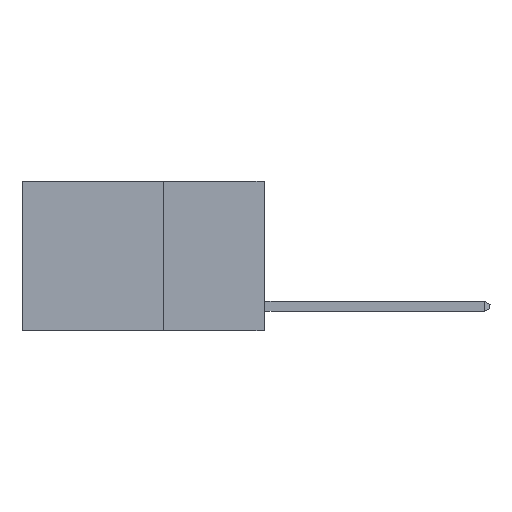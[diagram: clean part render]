
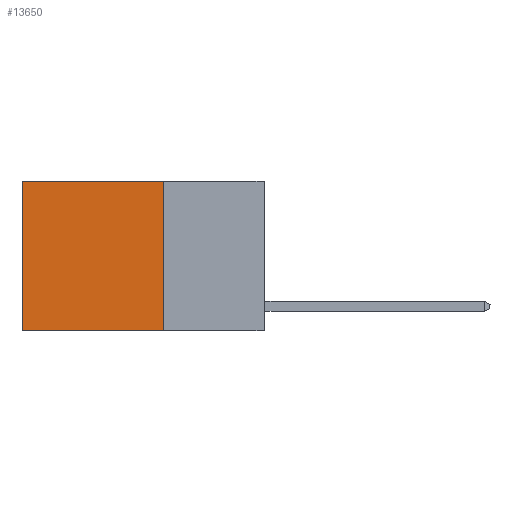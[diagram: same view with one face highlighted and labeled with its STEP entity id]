
A CAD part, left-side view. The second image highlights one B-rep face of the part: STEP entity #13650.
In plain terms, the highlighted planar face has unit normal (-1, 0, 0).
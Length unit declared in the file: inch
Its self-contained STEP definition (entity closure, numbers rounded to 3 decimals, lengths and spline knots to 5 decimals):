
#4 = CARTESIAN_POINT ( 'NONE',  ( 0.2625, 0.6, 0. ) ) ;
#174 = LINE ( 'NONE', #16012, #8216 ) ;
#246 = CARTESIAN_POINT ( 'NONE',  ( 0.2625, 0.25, -0.37 ) ) ;
#476 = VECTOR ( 'NONE', #11659, 39.37008 ) ;
#730 = EDGE_CURVE ( 'NONE', #11681, #6205, #15141, .T. ) ;
#2536 = DIRECTION ( 'NONE',  ( 0., 0., -1. ) ) ;
#3374 = ORIENTED_EDGE ( 'NONE', *, *, #730, .T. ) ;
#3426 = VECTOR ( 'NONE', #7855, 39.37008 ) ;
#3714 = CARTESIAN_POINT ( 'NONE',  ( 0.2625, 0.6, -0.37 ) ) ;
#4519 = LINE ( 'NONE', #10150, #476 ) ;
#4616 = EDGE_CURVE ( 'NONE', #16305, #5666, #4519, .T. ) ;
#5509 = PLANE ( 'NONE',  #15368 ) ;
#5666 = VERTEX_POINT ( 'NONE', #17419 ) ;
#6205 = VERTEX_POINT ( 'NONE', #3714 ) ;
#6747 = FACE_OUTER_BOUND ( 'NONE', #19122, .T. ) ;
#7855 = DIRECTION ( 'NONE',  ( 0., 1., 0. ) ) ;
#8126 = ORIENTED_EDGE ( 'NONE', *, *, #8258, .T. ) ;
#8216 = VECTOR ( 'NONE', #11541, 39.37008 ) ;
#8258 = EDGE_CURVE ( 'NONE', #16305, #11681, #174, .T. ) ;
#8920 = CARTESIAN_POINT ( 'NONE',  ( 0.2625, 0.25, 0. ) ) ;
#9772 = EDGE_CURVE ( 'NONE', #5666, #6205, #16396, .T. ) ;
#10150 = CARTESIAN_POINT ( 'NONE',  ( 0.2625, 0.25, 0. ) ) ;
#11125 = VECTOR ( 'NONE', #11371, 39.37008 ) ;
#11371 = DIRECTION ( 'NONE',  ( 0., 0., -1. ) ) ;
#11541 = DIRECTION ( 'NONE',  ( 0., 1., 0. ) ) ;
#11581 = DIRECTION ( 'NONE',  ( 1., 0., 0. ) ) ;
#11659 = DIRECTION ( 'NONE',  ( 0., 0., -1. ) ) ;
#11681 = VERTEX_POINT ( 'NONE', #4 ) ;
#12255 = ORIENTED_EDGE ( 'NONE', *, *, #4616, .F. ) ;
#13650 = ADVANCED_FACE ( 'NONE', ( #6747 ), #5509, .F. ) ;
#13975 = CARTESIAN_POINT ( 'NONE',  ( 0.2625, 0.6, 0. ) ) ;
#14525 = CARTESIAN_POINT ( 'NONE',  ( 0.2625, 0.25, 0. ) ) ;
#15141 = LINE ( 'NONE', #13975, #11125 ) ;
#15368 = AXIS2_PLACEMENT_3D ( 'NONE', #14525, #11581, #2536 ) ;
#15944 = ORIENTED_EDGE ( 'NONE', *, *, #9772, .F. ) ;
#16012 = CARTESIAN_POINT ( 'NONE',  ( 0.2625, 0.25, 0. ) ) ;
#16305 = VERTEX_POINT ( 'NONE', #8920 ) ;
#16396 = LINE ( 'NONE', #246, #3426 ) ;
#17419 = CARTESIAN_POINT ( 'NONE',  ( 0.2625, 0.25, -0.37 ) ) ;
#19122 = EDGE_LOOP ( 'NONE', ( #3374, #15944, #12255, #8126 ) ) ;
